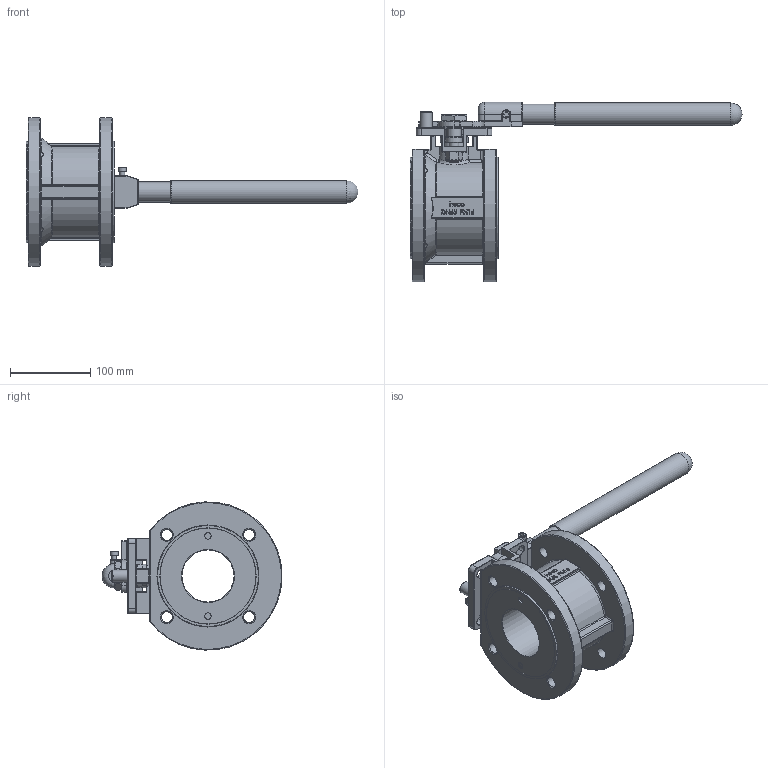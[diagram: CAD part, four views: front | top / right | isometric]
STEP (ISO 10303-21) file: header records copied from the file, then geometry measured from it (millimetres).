
FILE_DESCRIPTION (( 'STEP AP214' ), '1' );
FILE_NAME ('KK-212-000-4 Flanschkugelhahn 2102.STEP', '2021-02-19T08:51:32', ( '' ), ( '' ), 'SwSTEP 2.0', 'SolidWorks 2019', '' );
FILE_SCHEMA (( 'AUTOMOTIVE_DESIGN' ));
Length unit declared in the file: millimetre
Products named in the file (1): KK-212-000-4 Flanschkugelhahn 2102
Bounding box: 413.9 x 224.16 x 184.75 mm (x, y, z)
Volume: 1583519.4 mm3; surface area: 244275.9 mm2
Topology: 1 solids, 2 shells, 1284 faces, 3150 edges, 1840 vertices
Faces by surface type: plane 369, cylinder 342, bspline 318, torus 145, sphere 59, cone 51
Full cylindrical faces by diameter (mm): 6 x1, 8 x2, 10 x1, 12 x4, 12.2 x2, 13 x2, 13.8 x8, 14.99 x1, 18 x2, 21 x1, 22 x1, 23 x1, 25 x1, 28 x1, 29.5 x1, 30 x1, 37 x1, 65 x1, 120 x1
Entity records: 55524 total; most frequent: CARTESIAN_POINT 24786, ORIENTED_EDGE 5922, DIRECTION 4994, EDGE_CURVE 2961, AXIS2_PLACEMENT_3D 1848, VERTEX_POINT 1813, EDGE_LOOP 1454, FACE_OUTER_BOUND 1334
